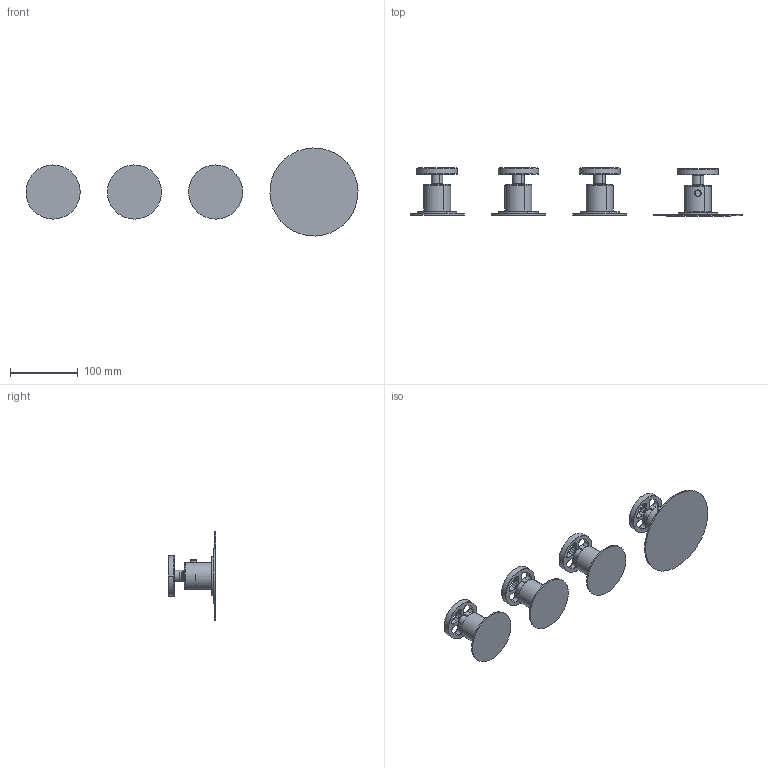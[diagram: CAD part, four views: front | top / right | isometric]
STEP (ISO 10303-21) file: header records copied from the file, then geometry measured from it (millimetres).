
FILE_DESCRIPTION(('CATIA V5 STEP Exchange','CAx-IF Rec.Pracs.--- Model Styling and Organization---1.5--- 2016-08-15','CAx-IF Rec.Pracs.---Supplemental Geometry---1.0---2011-11-01','CAx-IF Rec.Pracs.--- Composite Materials ---3.4---2017-06-13','CAx-IF Rec.Pracs.---Tessellated 3D Geometry---1.0---2015-12-17'),'2;1');
FILE_NAME('MN00R300.stp','2022-09-17T09:13:18+00:00',('none'),('none'),'CATIA Version 5-6 Release 2020 SP2','CATIA V5 STEP AP242 v2','none');
FILE_SCHEMA(('AP242_MANAGED_MODEL_BASED_3D_ENGINEERING_MIM_LF {1 0 10303 442 1 1 4}'));
Length unit declared in the file: millimetre
Products named in the file (1): MN00R300
Bounding box: 489.97 x 70.75 x 129.96 mm (x, y, z)
Volume: 249112.4 mm3; surface area: 146967.5 mm2
Topology: 26 solids, 26 shells, 1726 faces, 4393 edges, 2751 vertices
Faces by surface type: extrusion 584, plane 404, cylinder 387, cone 300, torus 22, bspline 21, sphere 8
Entity records: 54964 total; most frequent: CARTESIAN_POINT 16457, ORIENTED_EDGE 8786, DIRECTION 5745, EDGE_CURVE 4393, VERTEX_POINT 2751, VECTOR 2561, AXIS2_PLACEMENT_3D 2202, LINE 1977
